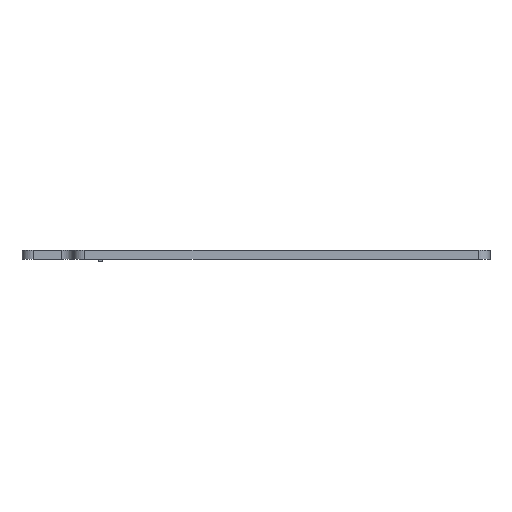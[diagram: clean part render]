
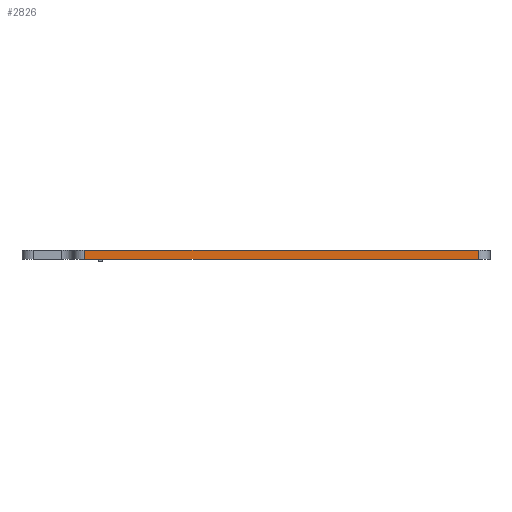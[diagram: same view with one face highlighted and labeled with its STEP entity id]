
A CAD part, left-side view. The second image highlights one B-rep face of the part: STEP entity #2826.
In plain terms, the highlighted planar face has unit normal (-1, 0, 0).
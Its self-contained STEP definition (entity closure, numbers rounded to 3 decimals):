
#2635 = CYLINDRICAL_SURFACE('',#2636,2.);
#2636 = AXIS2_PLACEMENT_3D('',#2637,#2638,#2639);
#2637 = CARTESIAN_POINT('',(118.25,-11.,0.));
#2638 = DIRECTION('',(-0.,-0.,-1.));
#2639 = DIRECTION('',(1.,0.,-0.));
#2660 = VERTEX_POINT('',#2661);
#2661 = CARTESIAN_POINT('',(116.25,-11.,1.6));
#2676 = PLANE('',#2677);
#2677 = AXIS2_PLACEMENT_3D('',#2678,#2679,#2680);
#2678 = CARTESIAN_POINT('',(118.25,-9.,1.6));
#2679 = DIRECTION('',(0.,0.,-1.));
#2680 = DIRECTION('',(-1.,0.,-0.));
#2692 = EDGE_CURVE('',#2693,#2660,#2695,.T.);
#2693 = VERTEX_POINT('',#2694);
#2694 = CARTESIAN_POINT('',(116.25,-11.,0.));
#2695 = SURFACE_CURVE('',#2696,(#2700,#2707),.PCURVE_S1.);
#2696 = LINE('',#2697,#2698);
#2697 = CARTESIAN_POINT('',(116.25,-11.,0.));
#2698 = VECTOR('',#2699,1.);
#2699 = DIRECTION('',(0.,0.,1.));
#2700 = PCURVE('',#2635,#2701);
#2701 = DEFINITIONAL_REPRESENTATION('',(#2702),#2706);
#2702 = LINE('',#2703,#2704);
#2703 = CARTESIAN_POINT('',(-3.142,0.));
#2704 = VECTOR('',#2705,1.);
#2705 = DIRECTION('',(-0.,-1.));
#2706 = ( GEOMETRIC_REPRESENTATION_CONTEXT(2) 
PARAMETRIC_REPRESENTATION_CONTEXT() REPRESENTATION_CONTEXT('2D SPACE',''
  ) );
#2707 = PCURVE('',#2708,#2713);
#2708 = PLANE('',#2709);
#2709 = AXIS2_PLACEMENT_3D('',#2710,#2711,#2712);
#2710 = CARTESIAN_POINT('',(116.25,-11.,0.));
#2711 = DIRECTION('',(1.,0.,-0.));
#2712 = DIRECTION('',(0.,-1.,0.));
#2713 = DEFINITIONAL_REPRESENTATION('',(#2714),#2718);
#2714 = LINE('',#2715,#2716);
#2715 = CARTESIAN_POINT('',(0.,0.));
#2716 = VECTOR('',#2717,1.);
#2717 = DIRECTION('',(0.,-1.));
#2718 = ( GEOMETRIC_REPRESENTATION_CONTEXT(2) 
PARAMETRIC_REPRESENTATION_CONTEXT() REPRESENTATION_CONTEXT('2D SPACE',''
  ) );
#2735 = PLANE('',#2736);
#2736 = AXIS2_PLACEMENT_3D('',#2737,#2738,#2739);
#2737 = CARTESIAN_POINT('',(118.25,-9.,0.));
#2738 = DIRECTION('',(0.,0.,-1.));
#2739 = DIRECTION('',(-1.,0.,-0.));
#2826 = ADVANCED_FACE('',(#2827),#2708,.F.);
#2827 = FACE_BOUND('',#2828,.F.);
#2828 = EDGE_LOOP('',(#2829,#2830,#2853,#2881));
#2829 = ORIENTED_EDGE('',*,*,#2692,.T.);
#2830 = ORIENTED_EDGE('',*,*,#2831,.T.);
#2831 = EDGE_CURVE('',#2660,#2832,#2834,.T.);
#2832 = VERTEX_POINT('',#2833);
#2833 = CARTESIAN_POINT('',(116.25,-80.,1.6));
#2834 = SURFACE_CURVE('',#2835,(#2839,#2846),.PCURVE_S1.);
#2835 = LINE('',#2836,#2837);
#2836 = CARTESIAN_POINT('',(116.25,-11.,1.6));
#2837 = VECTOR('',#2838,1.);
#2838 = DIRECTION('',(0.,-1.,0.));
#2839 = PCURVE('',#2708,#2840);
#2840 = DEFINITIONAL_REPRESENTATION('',(#2841),#2845);
#2841 = LINE('',#2842,#2843);
#2842 = CARTESIAN_POINT('',(0.,-1.6));
#2843 = VECTOR('',#2844,1.);
#2844 = DIRECTION('',(1.,0.));
#2845 = ( GEOMETRIC_REPRESENTATION_CONTEXT(2) 
PARAMETRIC_REPRESENTATION_CONTEXT() REPRESENTATION_CONTEXT('2D SPACE',''
  ) );
#2846 = PCURVE('',#2676,#2847);
#2847 = DEFINITIONAL_REPRESENTATION('',(#2848),#2852);
#2848 = LINE('',#2849,#2850);
#2849 = CARTESIAN_POINT('',(2.,-2.));
#2850 = VECTOR('',#2851,1.);
#2851 = DIRECTION('',(-0.,-1.));
#2852 = ( GEOMETRIC_REPRESENTATION_CONTEXT(2) 
PARAMETRIC_REPRESENTATION_CONTEXT() REPRESENTATION_CONTEXT('2D SPACE',''
  ) );
#2853 = ORIENTED_EDGE('',*,*,#2854,.F.);
#2854 = EDGE_CURVE('',#2855,#2832,#2857,.T.);
#2855 = VERTEX_POINT('',#2856);
#2856 = CARTESIAN_POINT('',(116.25,-80.,0.));
#2857 = SURFACE_CURVE('',#2858,(#2862,#2869),.PCURVE_S1.);
#2858 = LINE('',#2859,#2860);
#2859 = CARTESIAN_POINT('',(116.25,-80.,0.));
#2860 = VECTOR('',#2861,1.);
#2861 = DIRECTION('',(0.,0.,1.));
#2862 = PCURVE('',#2708,#2863);
#2863 = DEFINITIONAL_REPRESENTATION('',(#2864),#2868);
#2864 = LINE('',#2865,#2866);
#2865 = CARTESIAN_POINT('',(69.,0.));
#2866 = VECTOR('',#2867,1.);
#2867 = DIRECTION('',(0.,-1.));
#2868 = ( GEOMETRIC_REPRESENTATION_CONTEXT(2) 
PARAMETRIC_REPRESENTATION_CONTEXT() REPRESENTATION_CONTEXT('2D SPACE',''
  ) );
#2869 = PCURVE('',#2870,#2875);
#2870 = CYLINDRICAL_SURFACE('',#2871,2.);
#2871 = AXIS2_PLACEMENT_3D('',#2872,#2873,#2874);
#2872 = CARTESIAN_POINT('',(118.25,-80.,0.));
#2873 = DIRECTION('',(-0.,-0.,-1.));
#2874 = DIRECTION('',(1.,0.,-0.));
#2875 = DEFINITIONAL_REPRESENTATION('',(#2876),#2880);
#2876 = LINE('',#2877,#2878);
#2877 = CARTESIAN_POINT('',(-3.142,0.));
#2878 = VECTOR('',#2879,1.);
#2879 = DIRECTION('',(-0.,-1.));
#2880 = ( GEOMETRIC_REPRESENTATION_CONTEXT(2) 
PARAMETRIC_REPRESENTATION_CONTEXT() REPRESENTATION_CONTEXT('2D SPACE',''
  ) );
#2881 = ORIENTED_EDGE('',*,*,#2882,.F.);
#2882 = EDGE_CURVE('',#2693,#2855,#2883,.T.);
#2883 = SURFACE_CURVE('',#2884,(#2888,#2895),.PCURVE_S1.);
#2884 = LINE('',#2885,#2886);
#2885 = CARTESIAN_POINT('',(116.25,-11.,0.));
#2886 = VECTOR('',#2887,1.);
#2887 = DIRECTION('',(0.,-1.,0.));
#2888 = PCURVE('',#2708,#2889);
#2889 = DEFINITIONAL_REPRESENTATION('',(#2890),#2894);
#2890 = LINE('',#2891,#2892);
#2891 = CARTESIAN_POINT('',(0.,0.));
#2892 = VECTOR('',#2893,1.);
#2893 = DIRECTION('',(1.,0.));
#2894 = ( GEOMETRIC_REPRESENTATION_CONTEXT(2) 
PARAMETRIC_REPRESENTATION_CONTEXT() REPRESENTATION_CONTEXT('2D SPACE',''
  ) );
#2895 = PCURVE('',#2735,#2896);
#2896 = DEFINITIONAL_REPRESENTATION('',(#2897),#2901);
#2897 = LINE('',#2898,#2899);
#2898 = CARTESIAN_POINT('',(2.,-2.));
#2899 = VECTOR('',#2900,1.);
#2900 = DIRECTION('',(-0.,-1.));
#2901 = ( GEOMETRIC_REPRESENTATION_CONTEXT(2) 
PARAMETRIC_REPRESENTATION_CONTEXT() REPRESENTATION_CONTEXT('2D SPACE',''
  ) );
